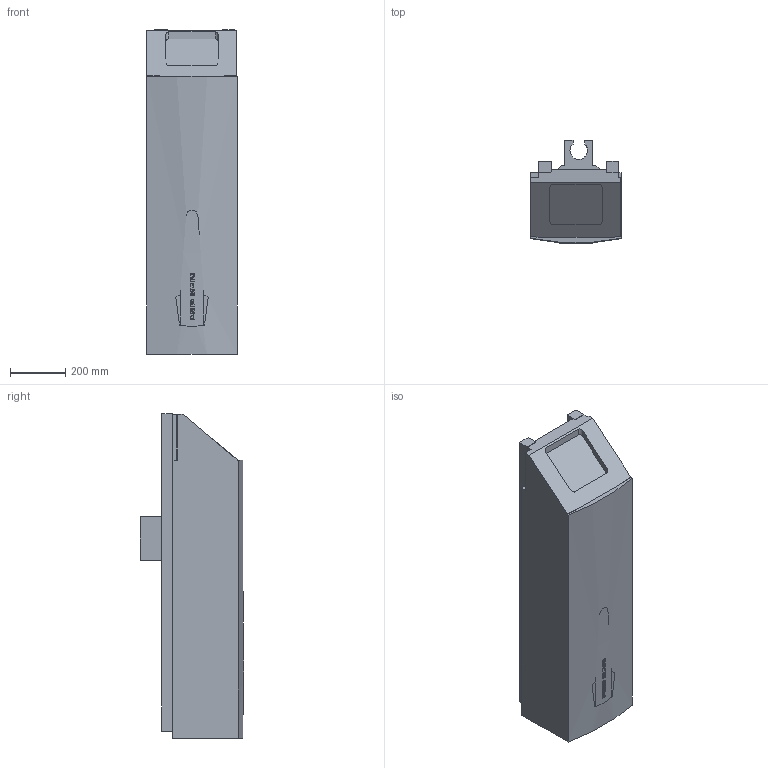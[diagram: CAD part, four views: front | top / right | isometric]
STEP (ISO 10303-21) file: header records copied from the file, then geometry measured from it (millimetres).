
FILE_DESCRIPTION(('FreeCAD Model'),'2;1');
FILE_NAME('Open CASCADE Shape Model','2025-08-14T08:18:25',(''),(''), 'Open CASCADE STEP processor 7.6','FreeCAD','Unknown');
FILE_SCHEMA(('AUTOMOTIVE_DESIGN { 1 0 10303 214 1 1 1 1 }'));
Length unit declared in the file: millimetre
Products named in the file (1): Z
Bounding box: 329 x 375.31 x 1178.5 mm (x, y, z)
Volume: 95082913.3 mm3; surface area: 1831525 mm2
Topology: 1 solids, 3 shells, 260 faces, 714 edges, 474 vertices
Faces by surface type: plane 171, extrusion 67, cylinder 17, bspline 4, cone 1
Entity records: 26296 total; most frequent: CARTESIAN_POINT 11198, DIRECTION 2086, ORIENTED_EDGE 1428, PCURVE 1428, DEFINITIONAL_REPRESENTATION 1428, VECTOR 1408, LINE 1341, EDGE_CURVE 714
